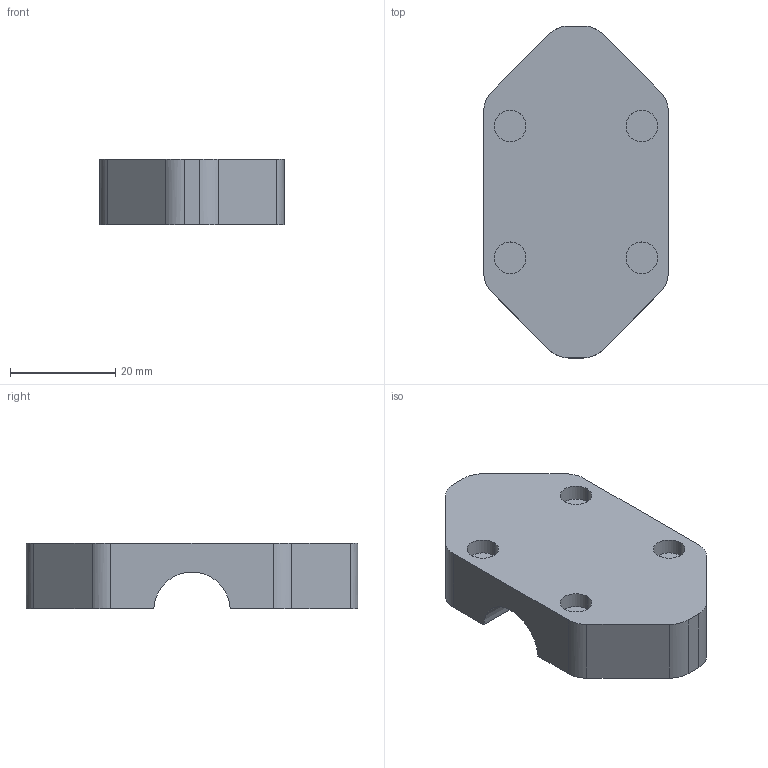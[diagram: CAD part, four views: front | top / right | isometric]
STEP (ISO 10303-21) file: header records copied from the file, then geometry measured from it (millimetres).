
FILE_DESCRIPTION((''),'2;1');
FILE_NAME('Y_CARRIAGE_CLAMP_1_0','2023-02-15T17:17:44',('matteo.grassi'),(''),'CREO PARAMETRIC BY PTC INC, 2018020','CREO PARAMETRIC BY PTC INC, 2018020','');
FILE_SCHEMA(('AUTOMOTIVE_DESIGN { 1 0 10303 214 1 1 1 1 }'));
Length unit declared in the file: millimetre
Products named in the file (1): Y_CARRIAGE_CLAMP_1_0
Bounding box: 35 x 63 x 12.5 mm (x, y, z)
Volume: 18206 mm3; surface area: 6722.4 mm2
Topology: 1 solids, 1 shells, 50 faces, 122 edges, 84 vertices
Faces by surface type: cylinder 29, plane 21
Entity records: 2050 total; most frequent: DIRECTION 290, CARTESIAN_POINT 259, ORIENTED_EDGE 244, PRESENTATION_STYLE_ASSIGNMENT 123, STYLED_ITEM 123, CURVE_STYLE 122, EDGE_CURVE 122, AXIS2_PLACEMENT_3D 117
